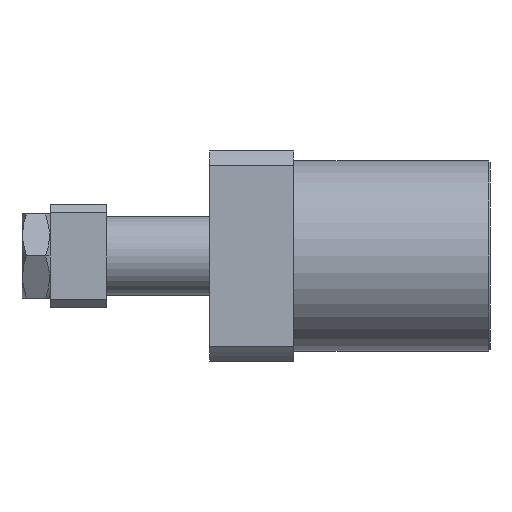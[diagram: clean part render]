
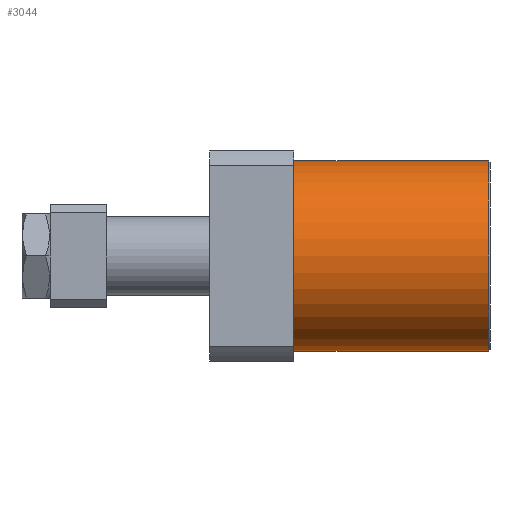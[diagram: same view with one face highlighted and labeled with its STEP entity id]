
A CAD part, left-side view. The second image highlights one B-rep face of the part: STEP entity #3044.
In plain terms, the highlighted cylindrical face has radius 34 mm (diameter 68 mm), a partial arc.
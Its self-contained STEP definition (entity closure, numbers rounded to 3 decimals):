
#246 = ORIENTED_EDGE ( 'NONE', *, *, #4181, .T. ) ;
#247 = ORIENTED_EDGE ( 'NONE', *, *, #4062, .T. ) ;
#248 = ORIENTED_EDGE ( 'NONE', *, *, #4130, .F. ) ;
#249 = ORIENTED_EDGE ( 'NONE', *, *, #4061, .F. ) ;
#1234 = CIRCLE ( 'NONE', #2113, 34. ) ;
#1308 = CIRCLE ( 'NONE', #2104, 34. ) ;
#1618 = VERTEX_POINT ( 'NONE', #5881 ) ;
#1660 = EDGE_LOOP ( 'NONE', ( #249, #248, #247, #246 ) ) ;
#1683 = VERTEX_POINT ( 'NONE', #5853 ) ;
#1743 = VERTEX_POINT ( 'NONE', #5814 ) ;
#1752 = VERTEX_POINT ( 'NONE', #5803 ) ;
#2104 = AXIS2_PLACEMENT_3D ( 'NONE', #4363, #4362, #4361 ) ;
#2113 = AXIS2_PLACEMENT_3D ( 'NONE', #3133, #3132, #3131 ) ;
#2227 = AXIS2_PLACEMENT_3D ( 'NONE', #3863, #3864, #3874 ) ;
#2375 = VECTOR ( 'NONE', #3485, 1000. ) ;
#2377 = VECTOR ( 'NONE', #3243, 1000. ) ;
#2378 = LINE ( 'NONE', #3488, #2375 ) ;
#2381 = LINE ( 'NONE', #3492, #2377 ) ;
#2547 = CYLINDRICAL_SURFACE ( 'NONE', #2227, 34. ) ;
#2552 = FACE_OUTER_BOUND ( 'NONE', #1660, .T. ) ;
#3044 = ADVANCED_FACE ( 'NONE', ( #2552 ), #2547, .T. ) ;
#3131 = DIRECTION ( 'NONE',  ( 0., 0., 1. ) ) ;
#3132 = DIRECTION ( 'NONE',  ( 0., 1., 0. ) ) ;
#3133 = CARTESIAN_POINT ( 'NONE',  ( 0., 0.5, 0. ) ) ;
#3243 = DIRECTION ( 'NONE',  ( 0., -1., 0. ) ) ;
#3485 = DIRECTION ( 'NONE',  ( 0., -1., 0. ) ) ;
#3488 = CARTESIAN_POINT ( 'NONE',  ( 0., 70., -34. ) ) ;
#3492 = CARTESIAN_POINT ( 'NONE',  ( 0., 70., 34. ) ) ;
#3863 = CARTESIAN_POINT ( 'NONE',  ( 0., 70., 0. ) ) ;
#3864 = DIRECTION ( 'NONE',  ( 0., -1., 0. ) ) ;
#3874 = DIRECTION ( 'NONE',  ( 0., 0., -1. ) ) ;
#4061 = EDGE_CURVE ( 'NONE', #1752, #1618, #2381, .T. ) ;
#4062 = EDGE_CURVE ( 'NONE', #1743, #1683, #2378, .T. ) ;
#4130 = EDGE_CURVE ( 'NONE', #1743, #1752, #1308, .T. ) ;
#4181 = EDGE_CURVE ( 'NONE', #1683, #1618, #1234, .T. ) ;
#4361 = DIRECTION ( 'NONE',  ( 0., 0., 1. ) ) ;
#4362 = DIRECTION ( 'NONE',  ( 0., 1., 0. ) ) ;
#4363 = CARTESIAN_POINT ( 'NONE',  ( 0., 70., 0. ) ) ;
#5803 = CARTESIAN_POINT ( 'NONE',  ( 0., 70., 34. ) ) ;
#5814 = CARTESIAN_POINT ( 'NONE',  ( 0., 70., -34. ) ) ;
#5853 = CARTESIAN_POINT ( 'NONE',  ( 0., 0.5, -34. ) ) ;
#5881 = CARTESIAN_POINT ( 'NONE',  ( 0., 0.5, 34. ) ) ;
